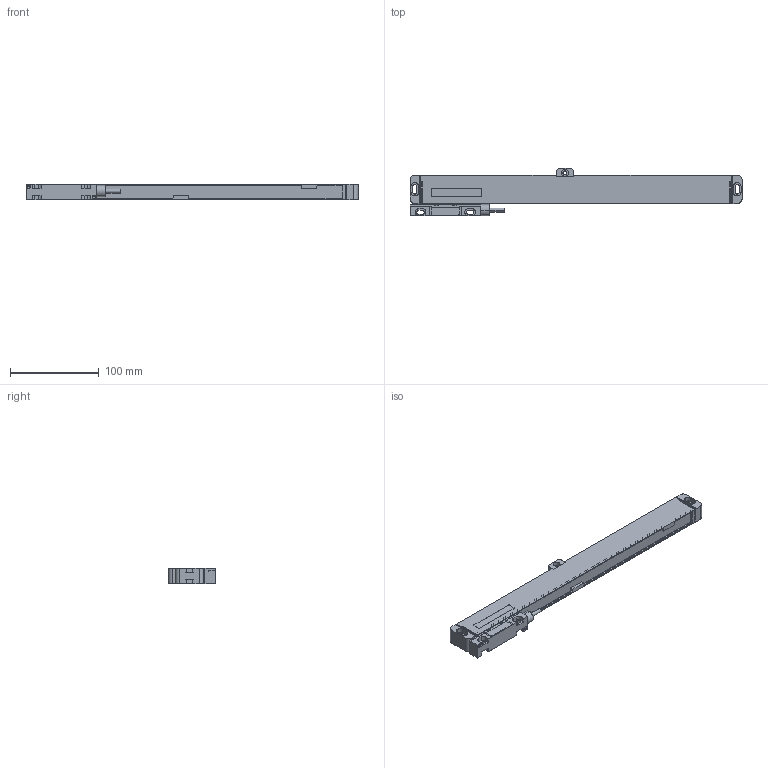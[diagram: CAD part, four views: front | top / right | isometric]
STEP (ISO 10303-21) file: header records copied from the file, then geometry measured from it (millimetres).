
FILE_DESCRIPTION((''),'2;1');
FILE_NAME('1349762-01-Z01_ASM','2021-05-31T07:58:12',('AT10150'),(''),'CREO PARAMETRIC BY PTC INC, 2019164','CREO PARAMETRIC BY PTC INC, 2019164','');
FILE_SCHEMA(('AUTOMOTIVE_DESIGN { 1 0 10303 214 1 1 1 1 }'));
Length unit declared in the file: millimetre
Products named in the file (3): 1349762-01-Z03; 1349762-01-Z09; 1349762-01-Z01_ASM
Assembly tree (2 placements, depth 2):
  1349762-01-Z01_ASM
    1349762-01-Z03
    1349762-01-Z09
Bounding box: 375 x 54 x 18 mm (x, y, z)
Volume: 212056.8 mm3; surface area: 54351.3 mm2
Topology: 2 solids, 2 shells, 237 faces, 1068 edges, 844 vertices
Faces by surface type: plane 156, cylinder 71, cone 10
Entity records: 13456 total; most frequent: CARTESIAN_POINT 1965, DIRECTION 1632, ORIENTED_EDGE 1304, PRESENTATION_STYLE_ASSIGNMENT 1066, STYLED_ITEM 1066, CURVE_STYLE 1064, VECTOR 844, LINE 844
